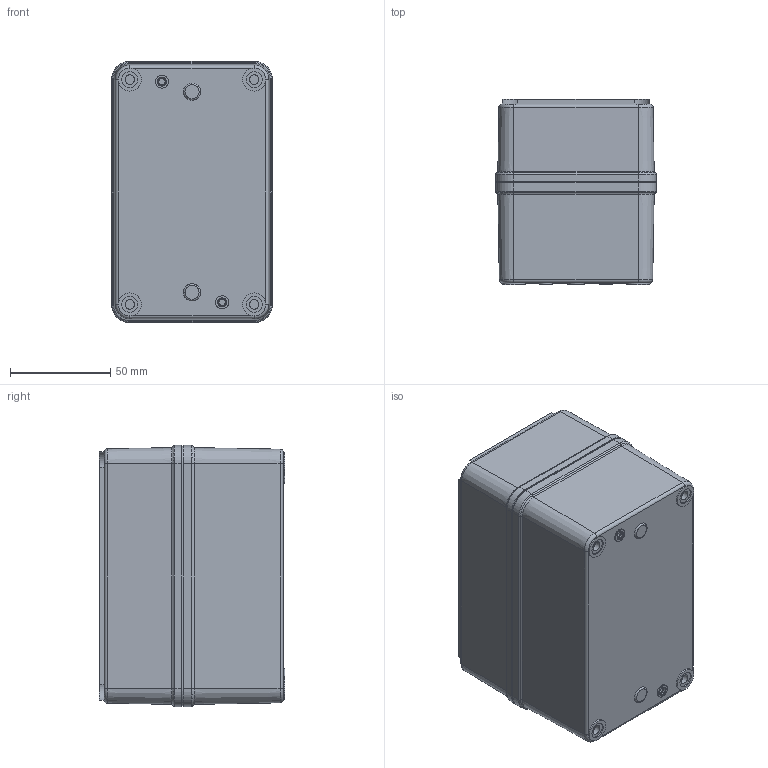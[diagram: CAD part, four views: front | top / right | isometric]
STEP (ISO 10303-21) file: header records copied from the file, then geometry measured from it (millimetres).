
FILE_DESCRIPTION (( 'STEP AP214' ), '1' );
FILE_NAME ('YW-COPC2PB.STEP', '2024-02-28T16:19:49', ( '' ), ( '' ), 'SwSTEP 2.0', 'SolidWorks 2023', '' );
FILE_SCHEMA (( 'AUTOMOTIVE_DESIGN' ));
Length unit declared in the file: inch
Products named in the file (1): YW-COPC2PB
Bounding box: 80.14 x 92.38 x 130.14 mm (x, y, z)
Volume: 253044.4 mm3; surface area: 127875.4 mm2
Topology: 7 solids, 9 shells, 935 faces, 2197 edges, 1316 vertices
Faces by surface type: cylinder 377, plane 280, torus 126, bspline 87, cone 65
Full cylindrical faces by diameter (mm): 2.54 x12, 3.2 x2, 3.226 x2, 4 x2, 4.001 x4, 4.763 x4, 7 x4, 7.938 x4, 8.354 x4, 10.998 x4, 11.43 x4, 11.684 x4, 11.811 x4
Entity records: 32768 total; most frequent: CARTESIAN_POINT 12734, DIRECTION 4130, ORIENTED_EDGE 4060, EDGE_CURVE 2030, AXIS2_PLACEMENT_3D 1647, VERTEX_POINT 1252, EDGE_LOOP 1096, FACE_OUTER_BOUND 1015
